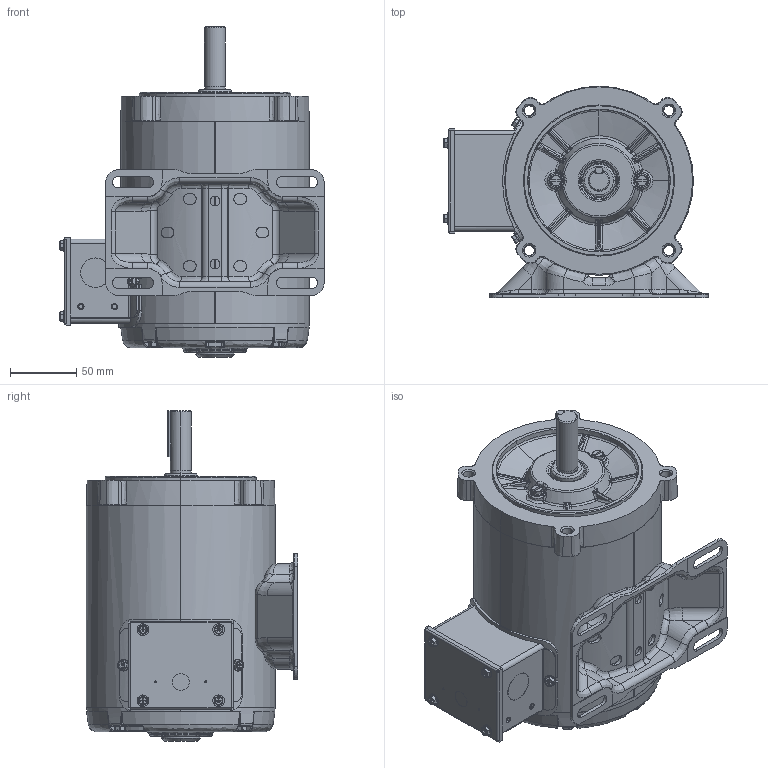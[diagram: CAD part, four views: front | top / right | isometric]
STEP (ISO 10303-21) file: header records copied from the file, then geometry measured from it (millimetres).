
FILE_DESCRIPTION (( 'STEP AP214' ), '1' );
FILE_NAME ('614-0004-004_RevE_56TC_1P5HP Coord.STEP', '2021-07-29T13:47:42', ( '' ), ( '' ), 'SwSTEP 2.0', 'SolidWorks 2017', '' );
FILE_SCHEMA (( 'AUTOMOTIVE_DESIGN' ));
Length unit declared in the file: inch
Products named in the file (1): 614-0004-004_RevE_56TC_1P5HP Coord
Bounding box: 199.87 x 159.76 x 249.87 mm (x, y, z)
Volume: 530291.5 mm3; surface area: 398796.1 mm2
Topology: 25 solids, 25 shells, 4745 faces, 11288 edges, 6539 vertices
Faces by surface type: plane 2373, bspline 1428, cylinder 581, cone 363
Entity records: 175299 total; most frequent: CARTESIAN_POINT 74982, ORIENTED_EDGE 22284, DIRECTION 19241, EDGE_CURVE 11142, AXIS2_PLACEMENT_3D 7203, VERTEX_POINT 6539, EDGE_LOOP 4927, LINE 4835
